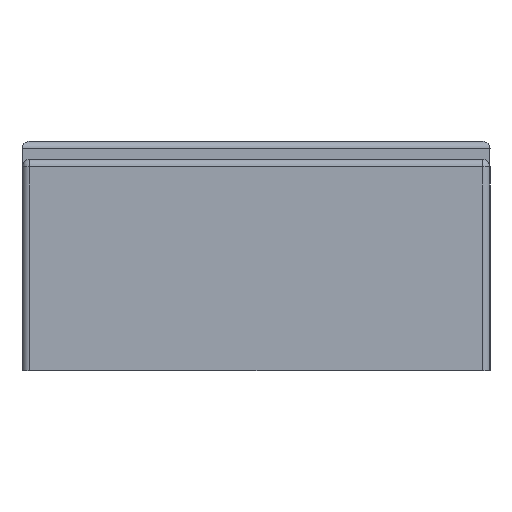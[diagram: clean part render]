
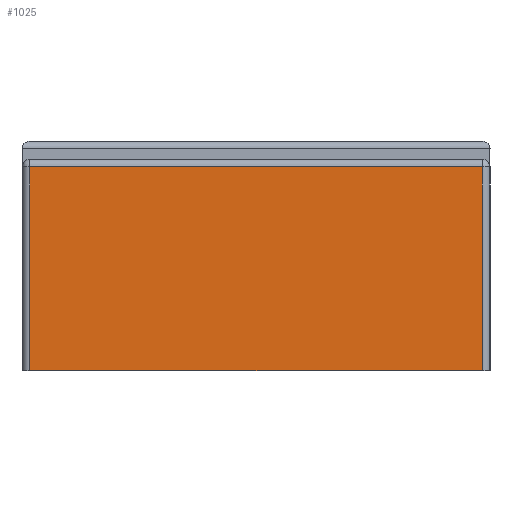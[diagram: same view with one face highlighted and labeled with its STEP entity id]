
A CAD part, left-side view. The second image highlights one B-rep face of the part: STEP entity #1025.
In plain terms, the highlighted planar face has unit normal (-1, 0, 0).
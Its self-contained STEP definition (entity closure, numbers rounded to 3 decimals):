
#104=FACE_OUTER_BOUND('',#154,.T.);
#154=EDGE_LOOP('',(#814,#815,#816,#817));
#247=LINE('',#1664,#344);
#250=LINE('',#1678,#347);
#254=LINE('',#1687,#351);
#257=LINE('',#1694,#354);
#344=VECTOR('',#1283,10.);
#347=VECTOR('',#1298,10.);
#351=VECTOR('',#1308,10.);
#354=VECTOR('',#1317,10.);
#458=VERTEX_POINT('',#1657);
#460=VERTEX_POINT('',#1662);
#461=VERTEX_POINT('',#1667);
#464=VERTEX_POINT('',#1674);
#580=EDGE_CURVE('',#460,#458,#247,.T.);
#587=EDGE_CURVE('',#461,#464,#250,.T.);
#592=EDGE_CURVE('',#458,#461,#254,.T.);
#596=EDGE_CURVE('',#460,#464,#257,.T.);
#814=ORIENTED_EDGE('',*,*,#587,.F.);
#815=ORIENTED_EDGE('',*,*,#592,.F.);
#816=ORIENTED_EDGE('',*,*,#580,.F.);
#817=ORIENTED_EDGE('',*,*,#596,.T.);
#945=PLANE('',#1114);
#1025=ADVANCED_FACE('',(#104),#945,.T.);
#1114=AXIS2_PLACEMENT_3D('',#1693,#1315,#1316);
#1283=DIRECTION('',(0.,0.,1.));
#1298=DIRECTION('',(0.,0.,-1.));
#1308=DIRECTION('',(0.,-1.,0.));
#1315=DIRECTION('center_axis',(-1.,0.,0.));
#1316=DIRECTION('ref_axis',(0.,-1.,0.));
#1317=DIRECTION('',(0.,-1.,0.));
#1657=CARTESIAN_POINT('',(-1.55,0.75,0.675));
#1662=CARTESIAN_POINT('',(-1.55,0.75,0.));
#1664=CARTESIAN_POINT('',(-1.55,0.75,0.));
#1667=CARTESIAN_POINT('',(-1.55,-0.75,0.675));
#1674=CARTESIAN_POINT('',(-1.55,-0.75,0.));
#1678=CARTESIAN_POINT('',(-1.55,-0.75,0.));
#1687=CARTESIAN_POINT('',(-1.55,0.388,0.675));
#1693=CARTESIAN_POINT('Origin',(-1.55,0.775,0.));
#1694=CARTESIAN_POINT('',(-1.55,0.775,0.));
